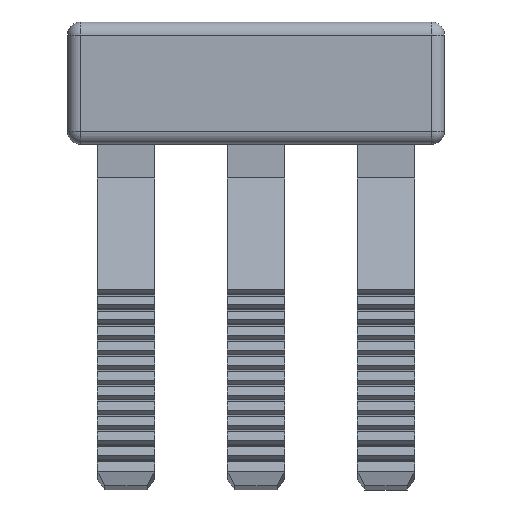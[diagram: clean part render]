
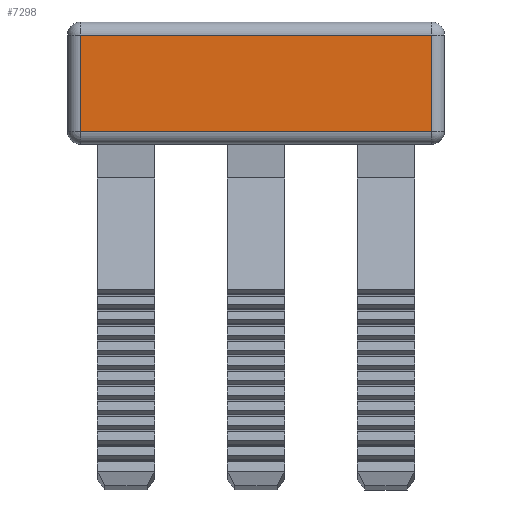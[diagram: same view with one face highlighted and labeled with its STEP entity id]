
A CAD part, front view. The second image highlights one B-rep face of the part: STEP entity #7298.
In plain terms, the highlighted planar face has unit normal (0, -1, 0).
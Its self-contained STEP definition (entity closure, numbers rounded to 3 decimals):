
#53 = DIRECTION ( 'NONE',  ( 0., -1., 0. ) ) ;
#449 = AXIS2_PLACEMENT_3D ( 'NONE', #7862, #53, #8884 ) ;
#678 = EDGE_LOOP ( 'NONE', ( #5521, #1648, #2912, #1467 ) ) ;
#869 = CARTESIAN_POINT ( 'NONE',  ( -10.75, 0., -1.85 ) ) ;
#1085 = FACE_OUTER_BOUND ( 'NONE', #678, .T. ) ;
#1380 = VECTOR ( 'NONE', #10977, 1000. ) ;
#1444 = LINE ( 'NONE', #1504, #6225 ) ;
#1467 = ORIENTED_EDGE ( 'NONE', *, *, #3545, .T. ) ;
#1489 = DIRECTION ( 'NONE',  ( 0., 0., 1. ) ) ;
#1504 = CARTESIAN_POINT ( 'NONE',  ( -24.25, 0., -1.85 ) ) ;
#1523 = EDGE_CURVE ( 'NONE', #8445, #7284, #4916, .T. ) ;
#1648 = ORIENTED_EDGE ( 'NONE', *, *, #10513, .T. ) ;
#2912 = ORIENTED_EDGE ( 'NONE', *, *, #1523, .T. ) ;
#3545 = EDGE_CURVE ( 'NONE', #7284, #10464, #1444, .T. ) ;
#3643 = CARTESIAN_POINT ( 'NONE',  ( -24.25, 0., 1.85 ) ) ;
#4075 = VECTOR ( 'NONE', #1489, 1000. ) ;
#4391 = PLANE ( 'NONE',  #449 ) ;
#4916 = LINE ( 'NONE', #10039, #7429 ) ;
#5301 = CARTESIAN_POINT ( 'NONE',  ( -10.75, 0., 1.85 ) ) ;
#5521 = ORIENTED_EDGE ( 'NONE', *, *, #10920, .T. ) ;
#5998 = LINE ( 'NONE', #869, #4075 ) ;
#6036 = CARTESIAN_POINT ( 'NONE',  ( -24.5, 0., -1.85 ) ) ;
#6225 = VECTOR ( 'NONE', #6629, 1000. ) ;
#6629 = DIRECTION ( 'NONE',  ( 0., 0., -1. ) ) ;
#6718 = LINE ( 'NONE', #6036, #1380 ) ;
#7284 = VERTEX_POINT ( 'NONE', #3643 ) ;
#7298 = ADVANCED_FACE ( 'NONE', ( #1085 ), #4391, .T. ) ;
#7429 = VECTOR ( 'NONE', #8387, 1000. ) ;
#7862 = CARTESIAN_POINT ( 'NONE',  ( -24.5, 0., -1.85 ) ) ;
#8387 = DIRECTION ( 'NONE',  ( -1., 0., 0. ) ) ;
#8445 = VERTEX_POINT ( 'NONE', #5301 ) ;
#8884 = DIRECTION ( 'NONE',  ( 0., 0., -1. ) ) ;
#9977 = CARTESIAN_POINT ( 'NONE',  ( -24.25, 0., -1.85 ) ) ;
#10039 = CARTESIAN_POINT ( 'NONE',  ( -24.5, 0., 1.85 ) ) ;
#10412 = CARTESIAN_POINT ( 'NONE',  ( -10.75, 0., -1.85 ) ) ;
#10464 = VERTEX_POINT ( 'NONE', #9977 ) ;
#10513 = EDGE_CURVE ( 'NONE', #11019, #8445, #5998, .T. ) ;
#10920 = EDGE_CURVE ( 'NONE', #10464, #11019, #6718, .T. ) ;
#10977 = DIRECTION ( 'NONE',  ( 1., 0., 0. ) ) ;
#11019 = VERTEX_POINT ( 'NONE', #10412 ) ;
